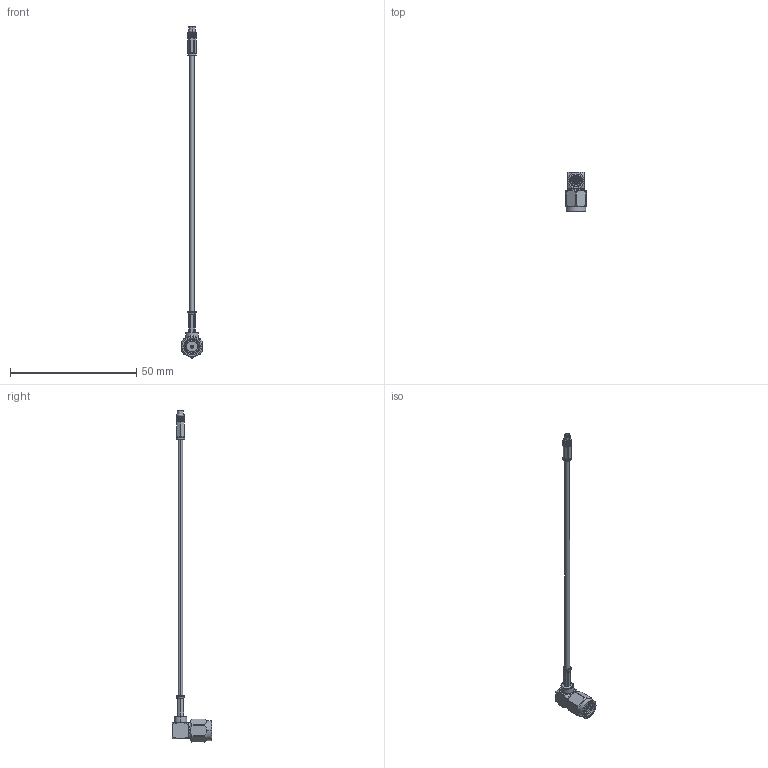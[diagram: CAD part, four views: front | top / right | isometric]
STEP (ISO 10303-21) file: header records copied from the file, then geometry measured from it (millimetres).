
FILE_DESCRIPTION (( 'STEP AP203' ), '1' );
FILE_NAME ('PE36336LF.step', '2020-09-09T16:43:01', ( '' ), ( '' ), 'SwSTEP 2.0', 'SolidWorks 2018', '' );
FILE_SCHEMA (( 'CONFIG_CONTROL_DESIGN' ));
Length unit declared in the file: inch
Products named in the file (4): PE4296^PE36336LF_CRIMPED; PE4897^PE36336LF_Crimped; RG178BU^PE36336LF_RG178B-U; PE36336LF
Assembly tree (3 placements, depth 2):
  PE36336LF
    RG178BU^PE36336LF_RG178B-U
    PE4897^PE36336LF_Crimped
    PE4296^PE36336LF_CRIMPED
Bounding box: 8 x 15.5 x 131.59 mm (x, y, z)
Volume: 1038.3 mm3; surface area: 1764.5 mm2
Topology: 6 solids, 6 shells, 1324 faces, 3056 edges, 1770 vertices
Faces by surface type: bspline 733, cylinder 323, plane 177, cone 84, torus 7
Entity records: 44694 total; most frequent: CARTESIAN_POINT 22569, ORIENTED_EDGE 6112, EDGE_CURVE 3056, DIRECTION 2570, VERTEX_POINT 1770, EDGE_LOOP 1352, ADVANCED_FACE 1324, FACE_OUTER_BOUND 1324
